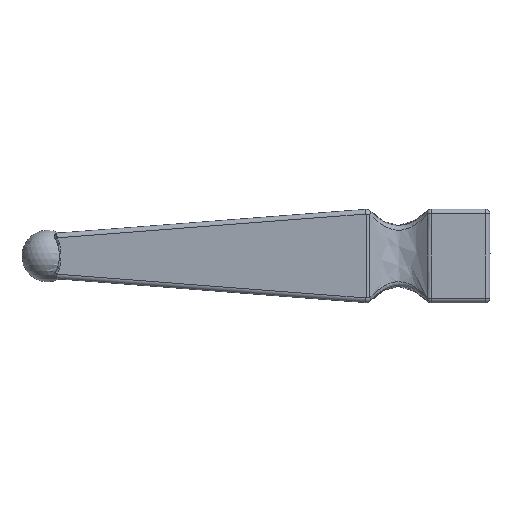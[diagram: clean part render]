
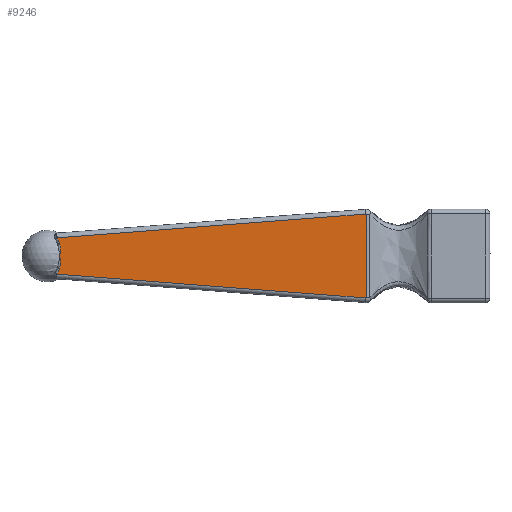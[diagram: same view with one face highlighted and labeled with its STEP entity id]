
A CAD part, left-side view. The second image highlights one B-rep face of the part: STEP entity #9246.
In plain terms, the highlighted planar face has unit normal (-0.997, 0.077, 0).
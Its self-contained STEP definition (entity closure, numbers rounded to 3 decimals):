
#52 = VECTOR ( 'NONE', #14187, 1000. ) ;
#196 = VERTEX_POINT ( 'NONE', #6725 ) ;
#304 = CARTESIAN_POINT ( 'NONE',  ( -4.926, 41.868, -2.414 ) ) ;
#449 = CARTESIAN_POINT ( 'NONE',  ( -4.883, 42.428, -3.886 ) ) ;
#915 = CARTESIAN_POINT ( 'NONE',  ( -10.006, -24.076, -9.009 ) ) ;
#1127 = ORIENTED_EDGE ( 'NONE', *, *, #7558, .T. ) ;
#1134 = PLANE ( 'NONE',  #8310 ) ;
#1188 = EDGE_CURVE ( 'NONE', #2997, #8377, #14616, .T. ) ;
#1378 = CARTESIAN_POINT ( 'NONE',  ( -4.836, 43.028, 3.839 ) ) ;
#1659 = EDGE_CURVE ( 'NONE', #3339, #15309, #12351, .T. ) ;
#2627 = CARTESIAN_POINT ( 'NONE',  ( -4.91, 42.068, -3.063 ) ) ;
#2997 = VERTEX_POINT ( 'NONE', #5766 ) ;
#3339 = VERTEX_POINT ( 'NONE', #10854 ) ;
#3478 = CARTESIAN_POINT ( 'NONE',  ( -4.91, 42.068, 3.063 ) ) ;
#3731 = CARTESIAN_POINT ( 'NONE',  ( -9.964, -23.526, 2.989 ) ) ;
#3734 = CARTESIAN_POINT ( 'NONE',  ( -4.929, 41.826, -2.194 ) ) ;
#3789 = CARTESIAN_POINT ( 'NONE',  ( -4.921, 41.936, -2.633 ) ) ;
#4410 =( BOUNDED_CURVE ( )  B_SPLINE_CURVE ( 3, ( #12003, #14423, #3478, #7014 ),
 .UNSPECIFIED., .F., .F. ) 
 B_SPLINE_CURVE_WITH_KNOTS ( ( 4, 4 ),
 ( 2.691, 2.842 ),
 .UNSPECIFIED. ) 
 CURVE ( )  GEOMETRIC_REPRESENTATION_ITEM ( )  RATIONAL_B_SPLINE_CURVE ( ( 1., 0.998, 0.998, 1. ) ) 
 REPRESENTATION_ITEM ( '' )  );
#4738 = ORIENTED_EDGE ( 'NONE', *, *, #10438, .T. ) ;
#4902 = CARTESIAN_POINT ( 'NONE',  ( -4.929, 41.828, 2.203 ) ) ;
#5123 = CARTESIAN_POINT ( 'NONE',  ( -4.933, 41.768, -1.533 ) ) ;
#5252 = ORIENTED_EDGE ( 'NONE', *, *, #14570, .T. ) ;
#5766 = CARTESIAN_POINT ( 'NONE',  ( -4.921, 41.936, -2.633 ) ) ;
#6148 = CARTESIAN_POINT ( 'NONE',  ( -9.964, -23.526, 8.966 ) ) ;
#6170 = CARTESIAN_POINT ( 'NONE',  ( -4.931, 41.797, -0.87 ) ) ;
#6270 = CARTESIAN_POINT ( 'NONE',  ( -4.931, 41.795, 0.892 ) ) ;
#6314 = CARTESIAN_POINT ( 'NONE',  ( -9.964, -23.526, -8.966 ) ) ;
#6725 = CARTESIAN_POINT ( 'NONE',  ( -4.883, 42.428, 3.886 ) ) ;
#7014 = CARTESIAN_POINT ( 'NONE',  ( -4.921, 41.936, 2.633 ) ) ;
#7267 = CARTESIAN_POINT ( 'NONE',  ( -4.933, 41.768, 1.548 ) ) ;
#7481 = CARTESIAN_POINT ( 'NONE',  ( -4.925, 41.873, 0.235 ) ) ;
#7509 = DIRECTION ( 'NONE',  ( 0.077, 0.994, -0.077 ) ) ;
#7514 = CARTESIAN_POINT ( 'NONE',  ( -4.921, 41.936, -2.633 ) ) ;
#7532 = CARTESIAN_POINT ( 'NONE',  ( -9.964, -23.526, -2.989 ) ) ;
#7558 = EDGE_CURVE ( 'NONE', #8377, #3339, #7740, .T. ) ;
#7740 = LINE ( 'NONE', #915, #52 ) ;
#8310 = AXIS2_PLACEMENT_3D ( 'NONE', #9574, #10839, #10789 ) ;
#8377 = VERTEX_POINT ( 'NONE', #14874 ) ;
#8604 = CARTESIAN_POINT ( 'NONE',  ( -4.928, 41.842, 0.454 ) ) ;
#8679 = FACE_OUTER_BOUND ( 'NONE', #12814, .T. ) ;
#8714 = CARTESIAN_POINT ( 'NONE',  ( -4.925, 41.875, -0.206 ) ) ;
#8888 = EDGE_CURVE ( 'NONE', #15309, #196, #14190, .T. ) ;
#9246 = ADVANCED_FACE ( 'NONE', ( #8679 ), #1134, .T. ) ;
#9574 = CARTESIAN_POINT ( 'NONE',  ( -4.8, 43.5, 10. ) ) ;
#9736 = CARTESIAN_POINT ( 'NONE',  ( -4.921, 41.936, 2.633 ) ) ;
#9791 = CARTESIAN_POINT ( 'NONE',  ( -4.933, 41.778, -1.091 ) ) ;
#9890 = CARTESIAN_POINT ( 'NONE',  ( -9.964, -23.526, 8.966 ) ) ;
#10438 = EDGE_CURVE ( 'NONE', #11460, #2997, #14723, .T. ) ;
#10789 = DIRECTION ( 'NONE',  ( -0.077, -0.997, 0. ) ) ;
#10839 = DIRECTION ( 'NONE',  ( -0.997, 0.077, 0. ) ) ;
#10854 = CARTESIAN_POINT ( 'NONE',  ( -9.964, -23.526, -8.966 ) ) ;
#11115 = CARTESIAN_POINT ( 'NONE',  ( -4.933, 41.777, 1.767 ) ) ;
#11460 = VERTEX_POINT ( 'NONE', #15035 ) ;
#12003 = CARTESIAN_POINT ( 'NONE',  ( -4.883, 42.428, 3.886 ) ) ;
#12165 = CARTESIAN_POINT ( 'NONE',  ( -4.926, 41.87, 2.422 ) ) ;
#12351 = B_SPLINE_CURVE_WITH_KNOTS ( 'NONE', 3,
 ( #6314, #7532, #3731, #9890 ),
 .UNSPECIFIED., .F., .F.,
 ( 4, 4 ),
 ( 0., 0.018 ),
 .UNSPECIFIED. ) ;
#12814 = EDGE_LOOP ( 'NONE', ( #1127, #13362, #14434, #5252, #4738, #13357 ) ) ;
#13357 = ORIENTED_EDGE ( 'NONE', *, *, #1188, .T. ) ;
#13362 = ORIENTED_EDGE ( 'NONE', *, *, #1659, .T. ) ;
#13380 = CARTESIAN_POINT ( 'NONE',  ( -4.933, 41.777, 1.111 ) ) ;
#13439 = VECTOR ( 'NONE', #7509, 1000. ) ;
#14187 = DIRECTION ( 'NONE',  ( -0.077, -0.994, -0.077 ) ) ;
#14190 = LINE ( 'NONE', #1378, #13439 ) ;
#14423 = CARTESIAN_POINT ( 'NONE',  ( -4.898, 42.233, 3.481 ) ) ;
#14434 = ORIENTED_EDGE ( 'NONE', *, *, #8888, .T. ) ;
#14570 = EDGE_CURVE ( 'NONE', #196, #11460, #4410, .T. ) ;
#14586 = CARTESIAN_POINT ( 'NONE',  ( -4.933, 41.776, -1.754 ) ) ;
#14616 =( BOUNDED_CURVE ( )  B_SPLINE_CURVE ( 3, ( #7514, #2627, #14900, #449 ),
 .UNSPECIFIED., .F., .F. ) 
 B_SPLINE_CURVE_WITH_KNOTS ( ( 4, 4 ),
 ( 3.441, 3.592 ),
 .UNSPECIFIED. ) 
 CURVE ( )  GEOMETRIC_REPRESENTATION_ITEM ( )  RATIONAL_B_SPLINE_CURVE ( ( 1., 0.998, 0.998, 1. ) ) 
 REPRESENTATION_ITEM ( '' )  );
#14723 = B_SPLINE_CURVE_WITH_KNOTS ( 'NONE', 3,
 ( #9736, #12165, #4902, #11115, #7267, #13380, #6270, #8604, #7481, #8714, #14752, #6170, #9791, #5123, #14586, #3734, #304, #3789 ),
 .UNSPECIFIED., .F., .F.,
 ( 4, 2, 2, 2, 2, 2, 2, 2, 4 ),
 ( 0., 0.001, 0.001, 0.002, 0.003, 0.003, 0.004, 0.005, 0.005 ),
 .UNSPECIFIED. ) ;
#14752 = CARTESIAN_POINT ( 'NONE',  ( -4.928, 41.845, -0.428 ) ) ;
#14874 = CARTESIAN_POINT ( 'NONE',  ( -4.883, 42.428, -3.886 ) ) ;
#14900 = CARTESIAN_POINT ( 'NONE',  ( -4.898, 42.233, -3.481 ) ) ;
#15035 = CARTESIAN_POINT ( 'NONE',  ( -4.921, 41.936, 2.633 ) ) ;
#15309 = VERTEX_POINT ( 'NONE', #6148 ) ;
